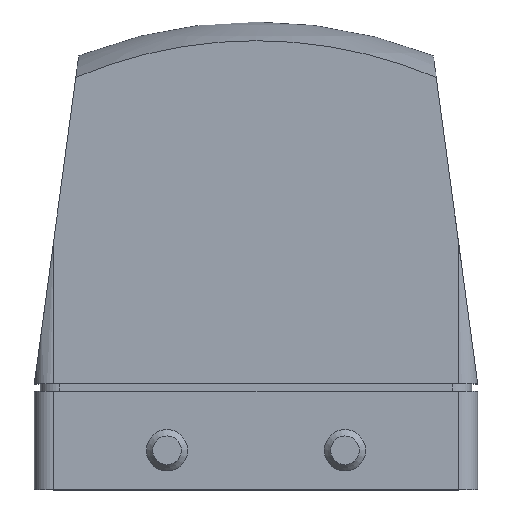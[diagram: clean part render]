
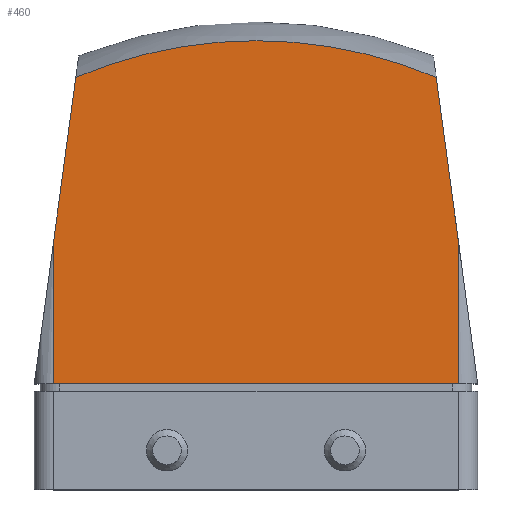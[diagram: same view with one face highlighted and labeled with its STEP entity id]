
A CAD part, top view. The second image highlights one B-rep face of the part: STEP entity #460.
In plain terms, the highlighted planar face has unit normal (0, 0, 1).
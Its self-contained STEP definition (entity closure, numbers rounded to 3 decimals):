
#18 = VERTEX_POINT ( 'NONE', #2929 ) ;
#25 = VERTEX_POINT ( 'NONE', #2932 ) ;
#30 = VERTEX_POINT ( 'NONE', #2937 ) ;
#31 = VERTEX_POINT ( 'NONE', #2946 ) ;
#42 = VERTEX_POINT ( 'NONE', #2956 ) ;
#109 = ORIENTED_EDGE ( 'NONE', *, *, #2686, .F. ) ;
#110 = ORIENTED_EDGE ( 'NONE', *, *, #2756, .T. ) ;
#111 = ORIENTED_EDGE ( 'NONE', *, *, #2687, .F. ) ;
#112 = ORIENTED_EDGE ( 'NONE', *, *, #298, .T. ) ;
#113 = ORIENTED_EDGE ( 'NONE', *, *, #300, .F. ) ;
#114 = ORIENTED_EDGE ( 'NONE', *, *, #299, .F. ) ;
#298 = EDGE_CURVE ( 'NONE', #31, #18, #2342, .T. ) ;
#299 = EDGE_CURVE ( 'NONE', #2983, #18, #2343, .T. ) ;
#300 = EDGE_CURVE ( 'NONE', #30, #2983, #2344, .T. ) ;
#460 = ADVANCED_FACE ( 'NONE', ( #2538 ), #1057, .F. ) ;
#632 = DIRECTION ( 'NONE',  ( 0.134, 0.991, 0. ) ) ;
#633 = CARTESIAN_POINT ( 'NONE',  ( 0., 17.55, 43.5 ) ) ;
#634 = DIRECTION ( 'NONE',  ( 1., 0., 0. ) ) ;
#635 = DIRECTION ( 'NONE',  ( 0., 0., -1. ) ) ;
#636 = CARTESIAN_POINT ( 'NONE',  ( 36.75, -1.95, 43.5 ) ) ;
#1054 = DIRECTION ( 'NONE',  ( -1., 0., 0. ) ) ;
#1055 = DIRECTION ( 'NONE',  ( 0., 0., -1. ) ) ;
#1056 = CARTESIAN_POINT ( 'NONE',  ( 3.2, 65.55, 43.5 ) ) ;
#1057 = PLANE ( 'NONE',  #1822 ) ;
#1781 = VECTOR ( 'NONE', #2900, 1000. ) ;
#1787 = VECTOR ( 'NONE', #2807, 1000. ) ;
#1788 = VECTOR ( 'NONE', #2902, 1000. ) ;
#1822 = AXIS2_PLACEMENT_3D ( 'NONE', #1056, #1055, #1054 ) ;
#1890 = CIRCLE ( 'NONE', #1907, 76.355 ) ;
#1905 = VECTOR ( 'NONE', #632, 1000. ) ;
#1907 = AXIS2_PLACEMENT_3D ( 'NONE', #636, #635, #634 ) ;
#2039 = VECTOR ( 'NONE', #2264, 1000. ) ;
#2229 = CARTESIAN_POINT ( 'NONE',  ( 3.2, 65.55, 43.5 ) ) ;
#2245 = CARTESIAN_POINT ( 'NONE',  ( 70.3, 41.187, 43.5 ) ) ;
#2264 = DIRECTION ( 'NONE',  ( 0., -1., 0. ) ) ;
#2342 = LINE ( 'NONE', #2903, #1787 ) ;
#2343 = LINE ( 'NONE', #2901, #1788 ) ;
#2344 = LINE ( 'NONE', #2907, #1781 ) ;
#2538 = FACE_OUTER_BOUND ( 'NONE', #3098, .T. ) ;
#2639 = LINE ( 'NONE', #633, #1905 ) ;
#2662 = LINE ( 'NONE', #2229, #2039 ) ;
#2686 = EDGE_CURVE ( 'NONE', #25, #30, #1890, .T. ) ;
#2687 = EDGE_CURVE ( 'NONE', #42, #25, #2639, .T. ) ;
#2756 = EDGE_CURVE ( 'NONE', #42, #31, #2662, .T. ) ;
#2807 = DIRECTION ( 'NONE',  ( 1., 0., 0. ) ) ;
#2900 = DIRECTION ( 'NONE',  ( 0.134, -0.991, 0. ) ) ;
#2901 = CARTESIAN_POINT ( 'NONE',  ( 70.3, 65.55, 43.5 ) ) ;
#2902 = DIRECTION ( 'NONE',  ( 0., -1., 0. ) ) ;
#2903 = CARTESIAN_POINT ( 'NONE',  ( 3.2, 17.55, 43.5 ) ) ;
#2907 = CARTESIAN_POINT ( 'NONE',  ( 73.5, 17.55, 43.5 ) ) ;
#2929 = CARTESIAN_POINT ( 'NONE',  ( 70.3, 17.55, 43.5 ) ) ;
#2932 = CARTESIAN_POINT ( 'NONE',  ( 6.873, 68.317, 43.5 ) ) ;
#2937 = CARTESIAN_POINT ( 'NONE',  ( 66.627, 68.317, 43.5 ) ) ;
#2946 = CARTESIAN_POINT ( 'NONE',  ( 3.2, 17.55, 43.5 ) ) ;
#2956 = CARTESIAN_POINT ( 'NONE',  ( 3.2, 41.187, 43.5 ) ) ;
#2983 = VERTEX_POINT ( 'NONE', #2245 ) ;
#3098 = EDGE_LOOP ( 'NONE', ( #109, #111, #110, #112, #114, #113 ) ) ;
